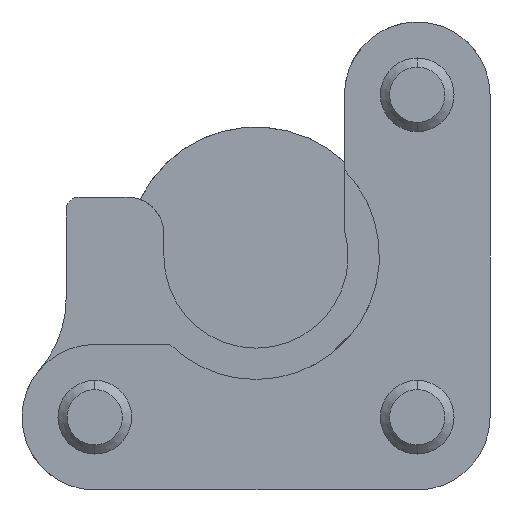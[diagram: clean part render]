
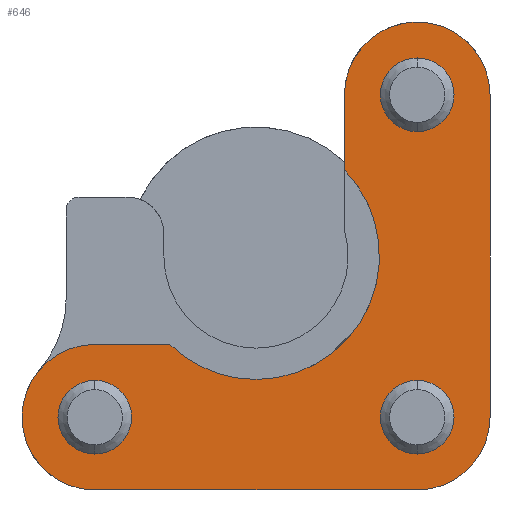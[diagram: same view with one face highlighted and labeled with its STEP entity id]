
A CAD part, left-side view. The second image highlights one B-rep face of the part: STEP entity #646.
In plain terms, the highlighted planar face has unit normal (-1, 0, 0).
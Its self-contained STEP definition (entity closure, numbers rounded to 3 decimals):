
#112=FACE_OUTER_BOUND('',#212,.F.);
#157=FACE_BOUND('',#209,.F.);
#158=FACE_BOUND('',#210,.F.);
#159=FACE_BOUND('',#211,.F.);
#209=EDGE_LOOP('',(#464,#465));
#210=EDGE_LOOP('',(#466,#467));
#211=EDGE_LOOP('',(#468,#469));
#212=EDGE_LOOP('',(#470,#471,#472,#473,#474,#475,#476,#477,#478));
#464=ORIENTED_EDGE('',*,*,#1029,.T.);
#465=ORIENTED_EDGE('',*,*,#1059,.T.);
#466=ORIENTED_EDGE('',*,*,#1033,.T.);
#467=ORIENTED_EDGE('',*,*,#1058,.T.);
#468=ORIENTED_EDGE('',*,*,#1037,.T.);
#469=ORIENTED_EDGE('',*,*,#1057,.T.);
#470=ORIENTED_EDGE('',*,*,#1068,.F.);
#471=ORIENTED_EDGE('',*,*,#1069,.T.);
#472=ORIENTED_EDGE('',*,*,#1009,.T.);
#473=ORIENTED_EDGE('',*,*,#1070,.T.);
#474=ORIENTED_EDGE('',*,*,#1071,.T.);
#475=ORIENTED_EDGE('',*,*,#1072,.F.);
#476=ORIENTED_EDGE('',*,*,#1073,.T.);
#477=ORIENTED_EDGE('',*,*,#1074,.F.);
#478=ORIENTED_EDGE('',*,*,#1075,.T.);
#646=ADVANCED_FACE('',(#157,#158,#159,#112),#698,.T.);
#698=PLANE('',#1401);
#730=CIRCLE('',#1289,6.7);
#738=CIRCLE('',#1297,2.);
#740=CIRCLE('',#1299,2.);
#742=CIRCLE('',#1301,2.);
#756=CIRCLE('',#1315,2.);
#757=CIRCLE('',#1316,2.);
#758=CIRCLE('',#1317,2.);
#764=CIRCLE('',#1323,3.95);
#765=CIRCLE('',#1324,6.7);
#766=CIRCLE('',#1325,3.95);
#767=CIRCLE('',#1326,3.95);
#841=LINE('',#2129,#929);
#842=LINE('',#2131,#930);
#843=LINE('',#2133,#931);
#844=LINE('',#2135,#932);
#929=VECTOR('',#1567,4.076);
#930=VECTOR('',#1570,4.076);
#931=VECTOR('',#1573,17.5);
#932=VECTOR('',#1576,17.5);
#1009=EDGE_CURVE('',#1252,#1248,#730,.T.);
#1029=EDGE_CURVE('',#1233,#1230,#738,.T.);
#1033=EDGE_CURVE('',#1229,#1226,#740,.T.);
#1037=EDGE_CURVE('',#1225,#1222,#742,.T.);
#1057=EDGE_CURVE('',#1222,#1225,#756,.T.);
#1058=EDGE_CURVE('',#1226,#1229,#757,.T.);
#1059=EDGE_CURVE('',#1230,#1233,#758,.T.);
#1068=EDGE_CURVE('',#1211,#1210,#764,.T.);
#1069=EDGE_CURVE('',#1211,#1252,#841,.T.);
#1070=EDGE_CURVE('',#1248,#1209,#765,.T.);
#1071=EDGE_CURVE('',#1209,#1208,#842,.T.);
#1072=EDGE_CURVE('',#1207,#1208,#766,.T.);
#1073=EDGE_CURVE('',#1207,#1206,#843,.T.);
#1074=EDGE_CURVE('',#1205,#1206,#767,.T.);
#1075=EDGE_CURVE('',#1205,#1210,#844,.T.);
#1205=VERTEX_POINT('',#1890);
#1206=VERTEX_POINT('',#1891);
#1207=VERTEX_POINT('',#1892);
#1208=VERTEX_POINT('',#1893);
#1209=VERTEX_POINT('',#1894);
#1210=VERTEX_POINT('',#1895);
#1211=VERTEX_POINT('',#1896);
#1222=VERTEX_POINT('',#1907);
#1225=VERTEX_POINT('',#1910);
#1226=VERTEX_POINT('',#1911);
#1229=VERTEX_POINT('',#1914);
#1230=VERTEX_POINT('',#1915);
#1233=VERTEX_POINT('',#1918);
#1248=VERTEX_POINT('',#1933);
#1252=VERTEX_POINT('',#1937);
#1289=AXIS2_PLACEMENT_3D('',#2021,#1475,#1476);
#1297=AXIS2_PLACEMENT_3D('',#2073,#1501,#1502);
#1299=AXIS2_PLACEMENT_3D('',#2077,#1507,#1508);
#1301=AXIS2_PLACEMENT_3D('',#2081,#1513,#1514);
#1315=AXIS2_PLACEMENT_3D('',#2101,#1547,#1548);
#1316=AXIS2_PLACEMENT_3D('',#2102,#1549,#1550);
#1317=AXIS2_PLACEMENT_3D('',#2103,#1551,#1552);
#1323=AXIS2_PLACEMENT_3D('',#2128,#1565,#1566);
#1324=AXIS2_PLACEMENT_3D('',#2130,#1568,#1569);
#1325=AXIS2_PLACEMENT_3D('',#2132,#1571,#1572);
#1326=AXIS2_PLACEMENT_3D('',#2134,#1574,#1575);
#1401=AXIS2_PLACEMENT_3D('',#2258,#1773,#1774);
#1475=DIRECTION('',(-1.,0.,0.));
#1476=DIRECTION('',(0.,0.698,-0.716));
#1501=DIRECTION('',(-1.,0.,0.));
#1502=DIRECTION('',(0.,0.,1.));
#1507=DIRECTION('',(-1.,0.,0.));
#1508=DIRECTION('',(0.,0.,1.));
#1513=DIRECTION('',(-1.,0.,0.));
#1514=DIRECTION('',(0.,0.,1.));
#1547=DIRECTION('',(-1.,0.,0.));
#1548=DIRECTION('',(0.,0.,-1.));
#1549=DIRECTION('',(-1.,0.,0.));
#1550=DIRECTION('',(0.,0.,-1.));
#1551=DIRECTION('',(-1.,0.,0.));
#1552=DIRECTION('',(0.,0.,-1.));
#1565=DIRECTION('',(-1.,0.,0.));
#1566=DIRECTION('',(0.,0.,1.));
#1567=DIRECTION('',(0.,-1.,0.));
#1568=DIRECTION('',(-1.,0.,0.));
#1569=DIRECTION('',(0.,0.,-1.));
#1570=DIRECTION('',(0.,0.,1.));
#1571=DIRECTION('',(-1.,0.,0.));
#1572=DIRECTION('',(0.,-1.,0.));
#1573=DIRECTION('',(0.,0.,-1.));
#1574=DIRECTION('',(-1.,0.,0.));
#1575=DIRECTION('',(0.,0.,-1.));
#1576=DIRECTION('',(0.,1.,0.));
#1773=DIRECTION('',(-1.,0.,0.));
#1774=DIRECTION('',(0.,-1.,0.));
#1890=CARTESIAN_POINT('',(55.073,156.427,171.3));
#1891=CARTESIAN_POINT('',(55.073,152.477,175.25));
#1892=CARTESIAN_POINT('',(55.073,152.477,192.75));
#1893=CARTESIAN_POINT('',(55.073,160.377,192.75));
#1894=CARTESIAN_POINT('',(55.073,160.377,188.674));
#1895=CARTESIAN_POINT('',(55.073,173.927,171.3));
#1896=CARTESIAN_POINT('',(55.073,173.927,179.2));
#1907=CARTESIAN_POINT('',(55.073,156.427,190.75));
#1910=CARTESIAN_POINT('',(55.073,156.427,194.75));
#1911=CARTESIAN_POINT('',(55.073,156.427,173.25));
#1914=CARTESIAN_POINT('',(55.073,156.427,177.25));
#1915=CARTESIAN_POINT('',(55.073,173.927,173.25));
#1918=CARTESIAN_POINT('',(55.073,173.927,177.25));
#1933=CARTESIAN_POINT('',(55.073,165.177,177.3));
#1937=CARTESIAN_POINT('',(55.073,169.851,179.2));
#2021=CARTESIAN_POINT('',(55.073,165.177,184.));
#2073=CARTESIAN_POINT('',(55.073,173.927,175.25));
#2077=CARTESIAN_POINT('',(55.073,156.427,175.25));
#2081=CARTESIAN_POINT('',(55.073,156.427,192.75));
#2101=CARTESIAN_POINT('',(55.073,156.427,192.75));
#2102=CARTESIAN_POINT('',(55.073,156.427,175.25));
#2103=CARTESIAN_POINT('',(55.073,173.927,175.25));
#2128=CARTESIAN_POINT('',(55.073,173.927,175.25));
#2129=CARTESIAN_POINT('',(55.073,173.927,179.2));
#2130=CARTESIAN_POINT('',(55.073,165.177,184.));
#2131=CARTESIAN_POINT('',(55.073,160.377,188.674));
#2132=CARTESIAN_POINT('',(55.073,156.427,192.75));
#2133=CARTESIAN_POINT('',(55.073,152.477,192.75));
#2134=CARTESIAN_POINT('',(55.073,156.427,175.25));
#2135=CARTESIAN_POINT('',(55.073,156.427,171.3));
#2258=CARTESIAN_POINT('',(55.073,179.105,170.032));
